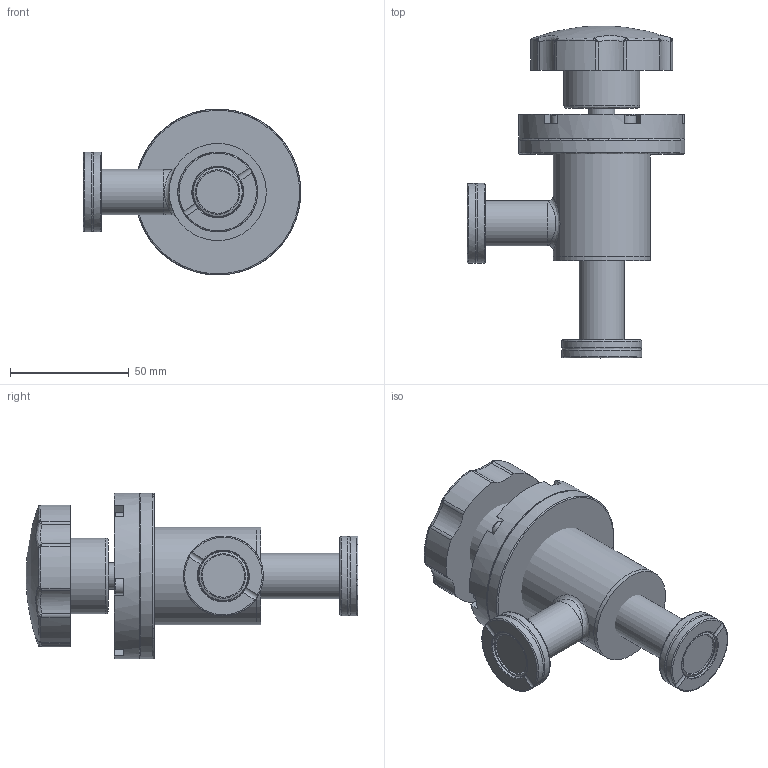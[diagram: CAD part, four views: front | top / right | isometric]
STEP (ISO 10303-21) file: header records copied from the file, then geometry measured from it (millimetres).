
FILE_DESCRIPTION (( 'STEP AP214' ), '1' );
FILE_NAME ('FULLVAC VAMS1CF16.STEP', '2019-06-26T13:58:31', ( '' ), ( '' ), 'SwSTEP 2.0', 'SolidWorks 2017', '' );
FILE_SCHEMA (( 'AUTOMOTIVE_DESIGN' ));
Length unit declared in the file: millimetre
Products named in the file (1): FULLVAC VAMS1CF16
Bounding box: 91.74 x 140.06 x 70 mm (x, y, z)
Surface area: 48361.1 mm2 (no closed solid volume)
Topology: 0 solids, 22 shells, 151 faces, 411 edges, 259 vertices
Faces by surface type: bspline 59, cylinder 51, plane 39, cone 2
Full cylindrical faces by diameter (mm): 7 x6, 11 x1, 19.05 x1, 19.1 x2, 21.41 x2, 32 x1, 33.7 x4, 41 x2, 70 x2
Entity records: 9299 total; most frequent: CARTESIAN_POINT 6351, ORIENTED_EDGE 608, DIRECTION 468, EDGE_CURVE 339, VERTEX_POINT 235, AXIS2_PLACEMENT_3D 195, EDGE_LOOP 189, FACE_OUTER_BOUND 187
